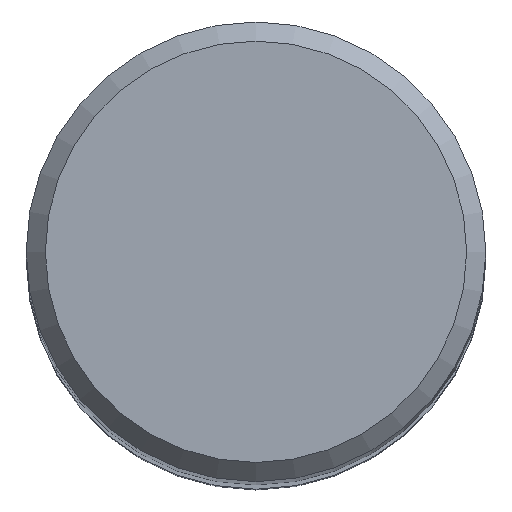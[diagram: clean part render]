
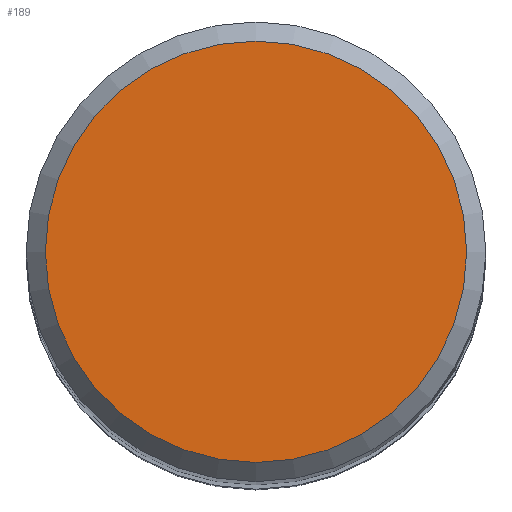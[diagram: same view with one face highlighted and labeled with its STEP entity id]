
A CAD part, top view. The second image highlights one B-rep face of the part: STEP entity #189.
In plain terms, the highlighted planar face has unit normal (0, 0, 1).
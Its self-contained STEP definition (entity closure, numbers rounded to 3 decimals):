
#3 = CIRCLE ( 'NONE', #184, 5.5 ) ;
#10 = DIRECTION ( 'NONE',  ( 0., 0., -1. ) ) ;
#27 = EDGE_LOOP ( 'NONE', ( #217 ) ) ;
#42 = DIRECTION ( 'NONE',  ( 0., 1., 0. ) ) ;
#60 = CARTESIAN_POINT ( 'NONE',  ( 0., 5.5, 125. ) ) ;
#64 = DIRECTION ( 'NONE',  ( 0., 1., 0. ) ) ;
#98 = VERTEX_POINT ( 'NONE', #60 ) ;
#103 = PLANE ( 'NONE',  #196 ) ;
#108 = FACE_OUTER_BOUND ( 'NONE', #27, .T. ) ;
#137 = DIRECTION ( 'NONE',  ( 0., 0., -1. ) ) ;
#182 = EDGE_CURVE ( 'NONE', #98, #98, #3, .T. ) ;
#184 = AXIS2_PLACEMENT_3D ( 'NONE', #199, #137, #42 ) ;
#189 = ADVANCED_FACE ( 'NONE', ( #108 ), #103, .F. ) ;
#196 = AXIS2_PLACEMENT_3D ( 'NONE', #234, #10, #64 ) ;
#199 = CARTESIAN_POINT ( 'NONE',  ( 0., 0., 125. ) ) ;
#217 = ORIENTED_EDGE ( 'NONE', *, *, #182, .F. ) ;
#234 = CARTESIAN_POINT ( 'NONE',  ( 0., 0., 125. ) ) ;
